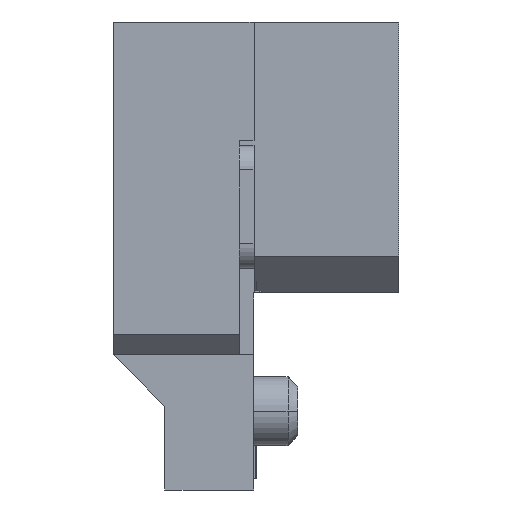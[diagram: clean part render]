
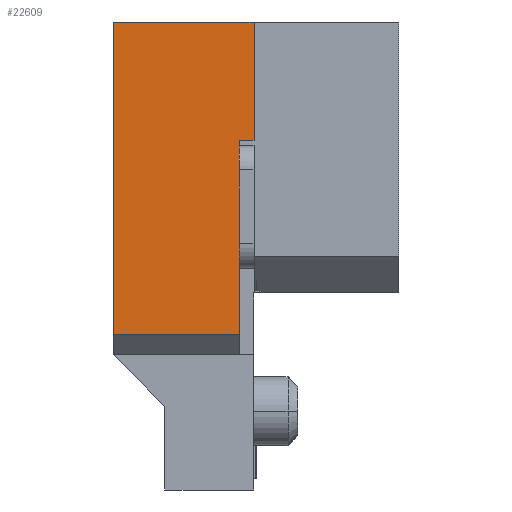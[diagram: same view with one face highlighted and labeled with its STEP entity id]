
A CAD part, left-side view. The second image highlights one B-rep face of the part: STEP entity #22609.
In plain terms, the highlighted planar face has unit normal (-1, 0, 0).
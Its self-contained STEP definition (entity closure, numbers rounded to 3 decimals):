
#1112=DIRECTION('',(0.,0.,-1.));
#1113=VECTOR('',#1112,2.5);
#1114=CARTESIAN_POINT('',(-23.5,3.24,-2.5));
#1115=LINE('',#1114,#1113);
#1116=DIRECTION('',(0.,0.,1.));
#1117=VECTOR('',#1116,1.35);
#1118=CARTESIAN_POINT('',(-23.5,3.24,-6.35));
#1119=LINE('',#1118,#1117);
#1120=DIRECTION('',(0.,0.,-1.));
#1121=VECTOR('',#1120,6.35);
#1122=CARTESIAN_POINT('',(-23.5,5.8,0.));
#1123=LINE('',#1122,#1121);
#1124=DIRECTION('',(0.,1.,0.));
#1125=VECTOR('',#1124,2.86);
#1126=CARTESIAN_POINT('',(-23.5,2.94,0.));
#1127=LINE('',#1126,#1125);
#1128=DIRECTION('',(0.,-1.,0.));
#1129=VECTOR('',#1128,0.3);
#1130=CARTESIAN_POINT('',(-23.5,3.24,-2.4));
#1131=LINE('',#1130,#1129);
#1132=DIRECTION('',(0.,0.,1.));
#1133=VECTOR('',#1132,0.1);
#1134=CARTESIAN_POINT('',(-23.5,3.24,-2.5));
#1135=LINE('',#1134,#1133);
#14969=DIRECTION('',(0.,0.,-1.));
#14970=VECTOR('',#14969,2.4);
#14971=CARTESIAN_POINT('',(-23.5,2.94,0.));
#14972=LINE('',#14971,#14970);
#14989=DIRECTION('',(0.,1.,0.));
#14990=VECTOR('',#14989,2.56);
#14991=CARTESIAN_POINT('',(-23.5,3.24,-6.35));
#14992=LINE('',#14991,#14990);
#17395=CARTESIAN_POINT('',(-23.5,2.94,0.));
#17396=VERTEX_POINT('',#17395);
#17397=CARTESIAN_POINT('',(-23.5,5.8,0.));
#17398=VERTEX_POINT('',#17397);
#18857=CARTESIAN_POINT('',(-23.5,2.94,-2.4));
#18858=VERTEX_POINT('',#18857);
#18859=CARTESIAN_POINT('',(-23.5,3.24,-2.4));
#18860=VERTEX_POINT('',#18859);
#18871=CARTESIAN_POINT('',(-23.5,3.24,-6.35));
#18872=VERTEX_POINT('',#18871);
#18917=CARTESIAN_POINT('',(-23.5,5.8,-6.35));
#18918=VERTEX_POINT('',#18917);
#20423=CARTESIAN_POINT('',(-23.5,3.24,-2.5));
#20425=VERTEX_POINT('',#20423);
#20426=CARTESIAN_POINT('',(-23.5,3.24,-5.));
#20428=VERTEX_POINT('',#20426);
#22588=CARTESIAN_POINT('',(-23.5,4.37,-3.175));
#22589=DIRECTION('',(1.,0.,0.));
#22590=DIRECTION('',(0.,-1.,0.));
#22591=AXIS2_PLACEMENT_3D('',#22588,#22589,#22590);
#22592=PLANE('',#22591);
#22594=ORIENTED_EDGE('',*,*,#22593,.T.);
#22596=ORIENTED_EDGE('',*,*,#22595,.F.);
#22598=ORIENTED_EDGE('',*,*,#22597,.T.);
#22599=ORIENTED_EDGE('',*,*,#22556,.F.);
#22600=ORIENTED_EDGE('',*,*,#22306,.F.);
#22602=ORIENTED_EDGE('',*,*,#22601,.T.);
#22604=ORIENTED_EDGE('',*,*,#22603,.F.);
#22606=ORIENTED_EDGE('',*,*,#22605,.F.);
#22607=EDGE_LOOP('',(#22594,#22596,#22598,#22599,#22600,#22602,#22604,#22606));
#22608=FACE_OUTER_BOUND('',#22607,.F.);
#22306=EDGE_CURVE('',#17396,#17398,#1127,.T.);
#22556=EDGE_CURVE('',#17398,#18918,#1123,.T.);
#22593=EDGE_CURVE('',#20425,#20428,#1115,.T.);
#22595=EDGE_CURVE('',#18872,#20428,#1119,.T.);
#22597=EDGE_CURVE('',#18872,#18918,#14992,.T.);
#22601=EDGE_CURVE('',#17396,#18858,#14972,.T.);
#22603=EDGE_CURVE('',#18860,#18858,#1131,.T.);
#22605=EDGE_CURVE('',#20425,#18860,#1135,.T.);
#22609=ADVANCED_FACE('',(#22608),#22592,.F.);
